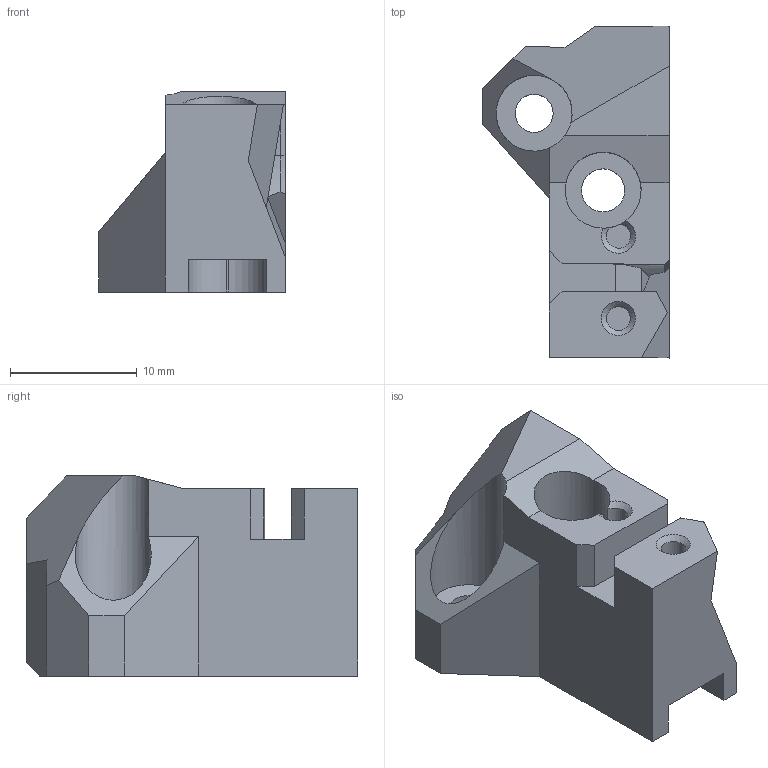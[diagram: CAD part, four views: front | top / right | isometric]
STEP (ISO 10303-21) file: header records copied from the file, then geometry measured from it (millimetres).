
FILE_DESCRIPTION(/* description */ (''),/* implementation_level */ '2;1');
FILE_NAME(/* name */ 'X Endstop Holder.step',/* time_stamp */ '2023-09-17T05:24:50-06:00',/* author */ (''),/* organization */ (''),/* preprocessor_version */ 'ST-DEVELOPER v20',/* originating_system */ 'Autodesk Translation Framework v12.9.0.99',/* authorisation */ '');
FILE_SCHEMA (('AUTOMOTIVE_DESIGN { 1 0 10303 214 3 1 1 }'));
Length unit declared in the file: millimetre
Products named in the file (1): FusionComponent
Bounding box: 14.7 x 26.2 x 15.8 mm (x, y, z)
Volume: 2846.1 mm3; surface area: 2153.8 mm2
Topology: 1 solids, 1 shells, 70 faces, 190 edges, 124 vertices
Faces by surface type: plane 56, cylinder 8, bspline 4, cone 2
Full cylindrical faces by diameter (mm): 1.9 x1, 3 x1, 3.4 x1, 6 x2
Entity records: 2718 total; most frequent: CARTESIAN_POINT 916, ORIENTED_EDGE 380, DIRECTION 338, EDGE_CURVE 190, LINE 150, VECTOR 150, VERTEX_POINT 124, AXIS2_PLACEMENT_3D 94
